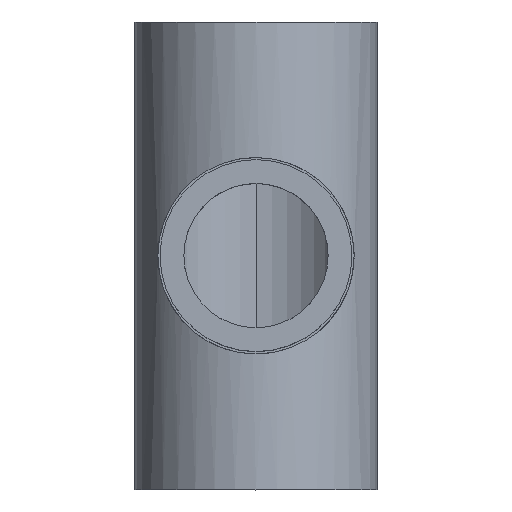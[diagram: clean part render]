
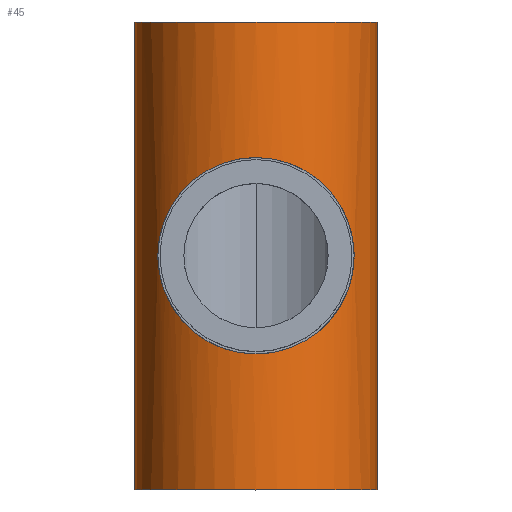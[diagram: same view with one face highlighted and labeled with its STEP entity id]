
A CAD part, top view. The second image highlights one B-rep face of the part: STEP entity #45.
In plain terms, the highlighted cylindrical face has radius 21 mm (diameter 42 mm), a partial arc.
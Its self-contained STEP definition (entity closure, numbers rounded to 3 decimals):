
#45=ADVANCED_FACE('',(#103,#104),#105,.T.);
#103=FACE_OUTER_BOUND('',#178,.T.);
#104=FACE_BOUND('',#179,.T.);
#105=CYLINDRICAL_SURFACE('',#180,21.0);
#178=EDGE_LOOP('',(#247,#248,#249,#250));
#179=EDGE_LOOP('',(#251,#252));
#180=AXIS2_PLACEMENT_3D('',#253,#254,#255);
#247=ORIENTED_EDGE('',*,*,#418,.F.);
#248=ORIENTED_EDGE('',*,*,#419,.F.);
#249=ORIENTED_EDGE('',*,*,#420,.F.);
#250=ORIENTED_EDGE('',*,*,#421,.F.);
#251=ORIENTED_EDGE('',*,*,#422,.T.);
#252=ORIENTED_EDGE('',*,*,#423,.T.);
#253=CARTESIAN_POINT('',(0.0,0.0,0.0));
#254=DIRECTION('',(0.0,-1.0,0.0));
#255=DIRECTION('',(1.0,0.0,0.0));
#418=EDGE_CURVE('',#484,#485,#486,.T.);
#419=EDGE_CURVE('',#487,#484,#488,.T.);
#420=EDGE_CURVE('',#489,#487,#490,.T.);
#421=EDGE_CURVE('',#485,#489,#491,.T.);
#422=EDGE_CURVE('',#492,#493,#494,.T.);
#423=EDGE_CURVE('',#493,#492,#495,.T.);
#484=VERTEX_POINT('',#580);
#485=VERTEX_POINT('',#581);
#486=LINE('',#582,#583);
#487=VERTEX_POINT('',#584);
#488=CIRCLE('',#585,21.0);
#489=VERTEX_POINT('',#586);
#490=LINE('',#587,#588);
#491=CIRCLE('',#589,21.0);
#492=VERTEX_POINT('',#590);
#493=VERTEX_POINT('',#591);
#494=B_SPLINE_CURVE_WITH_KNOTS('',3,(#592,#593,#594,#595,#596,#597,#598,#599,#600,#601,#602,#603,#604,#605,#606,#607,#608,#609,#610,#611,#612,#613,#614,#615,#616,#617,#618,#619,#620,#621,#622,#623,#624,#625,#626,#627,#628,#629,#630,#631,#632,#633,#634,#635,#636,#637),.UNSPECIFIED.,.F.,.F.,(4,2,2,2,2,2,2,2,2,2,2,2,2,2,2,2,2,2,2,2,2,2,4),(0.0,1.75,3.5,7.001,10.501,14.002,17.385,20.768,22.459,24.151,25.842,27.534,29.225,30.917,32.608,34.3,37.683,41.066,44.566,48.066,51.567,53.317,55.067),.UNSPECIFIED.);
#495=B_SPLINE_CURVE_WITH_KNOTS('',3,(#638,#639,#640,#641,#642,#643,#644,#645,#646,#647,#648,#649,#650,#651,#652,#653,#654,#655,#656,#657,#658,#659,#660,#661,#662,#663,#664,#665,#666,#667,#668,#669,#670,#671,#672,#673,#674,#675,#676,#677,#678,#679,#680,#681,#682,#683),.UNSPECIFIED.,.F.,.F.,(4,2,2,2,2,2,2,2,2,2,2,2,2,2,2,2,2,2,2,2,2,2,4),(55.067,56.817,58.568,62.068,65.568,69.069,72.452,75.835,77.526,79.218,80.909,82.601,84.292,85.984,87.675,89.367,92.75,96.133,99.633,103.133,106.634,108.384,110.134),.UNSPECIFIED.);
#580=CARTESIAN_POINT('',(21.0,40.5,0.0));
#581=CARTESIAN_POINT('',(21.0,-40.5,0.0));
#582=CARTESIAN_POINT('',(21.0,0.0,0.));
#583=VECTOR('',#856,1.0);
#584=CARTESIAN_POINT('',(-21.0,40.5,0.));
#585=AXIS2_PLACEMENT_3D('',#857,#858,#859);
#586=CARTESIAN_POINT('',(-21.0,-40.5,0.));
#587=CARTESIAN_POINT('',(-21.0,0.0,0.));
#588=VECTOR('',#860,1.0);
#589=AXIS2_PLACEMENT_3D('',#861,#862,#863);
#590=CARTESIAN_POINT('',(17.0,0.0,12.329));
#591=CARTESIAN_POINT('',(-17.0,0.,12.329));
#592=CARTESIAN_POINT('',(17.0,0.0,12.329));
#593=CARTESIAN_POINT('',(17.0,-0.583,12.329));
#594=CARTESIAN_POINT('',(16.97,-1.164,12.371));
#595=CARTESIAN_POINT('',(16.852,-2.311,12.531));
#596=CARTESIAN_POINT('',(16.764,-2.878,12.649));
#597=CARTESIAN_POINT('',(16.419,-4.552,13.098));
#598=CARTESIAN_POINT('',(16.079,-5.631,13.524));
#599=CARTESIAN_POINT('',(15.207,-7.68,14.497));
#600=CARTESIAN_POINT('',(14.675,-8.651,15.044));
#601=CARTESIAN_POINT('',(13.451,-10.452,16.147));
#602=CARTESIAN_POINT('',(12.761,-11.281,16.703));
#603=CARTESIAN_POINT('',(11.306,-12.736,17.718));
#604=CARTESIAN_POINT('',(10.492,-13.42,18.219));
#605=CARTESIAN_POINT('',(8.695,-14.649,19.142));
#606=CARTESIAN_POINT('',(7.712,-15.192,19.564));
#607=CARTESIAN_POINT('',(6.15,-15.859,20.087));
#608=CARTESIAN_POINT('',(5.614,-16.056,20.244));
#609=CARTESIAN_POINT('',(4.521,-16.398,20.515));
#610=CARTESIAN_POINT('',(3.964,-16.541,20.63));
#611=CARTESIAN_POINT('',(2.839,-16.771,20.815));
#612=CARTESIAN_POINT('',(2.271,-16.857,20.885));
#613=CARTESIAN_POINT('',(1.133,-16.972,20.977));
#614=CARTESIAN_POINT('',(0.564,-17.0,21.0));
#615=CARTESIAN_POINT('',(-0.564,-17.0,21.0));
#616=CARTESIAN_POINT('',(-1.133,-16.972,20.977));
#617=CARTESIAN_POINT('',(-2.271,-16.857,20.885));
#618=CARTESIAN_POINT('',(-2.839,-16.771,20.815));
#619=CARTESIAN_POINT('',(-3.964,-16.541,20.63));
#620=CARTESIAN_POINT('',(-4.521,-16.398,20.515));
#621=CARTESIAN_POINT('',(-5.614,-16.056,20.244));
#622=CARTESIAN_POINT('',(-6.15,-15.859,20.087));
#623=CARTESIAN_POINT('',(-7.712,-15.192,19.564));
#624=CARTESIAN_POINT('',(-8.695,-14.649,19.142));
#625=CARTESIAN_POINT('',(-10.492,-13.42,18.219));
#626=CARTESIAN_POINT('',(-11.306,-12.736,17.718));
#627=CARTESIAN_POINT('',(-12.761,-11.281,16.703));
#628=CARTESIAN_POINT('',(-13.451,-10.452,16.147));
#629=CARTESIAN_POINT('',(-14.675,-8.651,15.044));
#630=CARTESIAN_POINT('',(-15.207,-7.68,14.497));
#631=CARTESIAN_POINT('',(-16.079,-5.631,13.524));
#632=CARTESIAN_POINT('',(-16.419,-4.552,13.098));
#633=CARTESIAN_POINT('',(-16.764,-2.878,12.649));
#634=CARTESIAN_POINT('',(-16.852,-2.311,12.531));
#635=CARTESIAN_POINT('',(-16.97,-1.164,12.371));
#636=CARTESIAN_POINT('',(-17.0,-0.583,12.329));
#637=CARTESIAN_POINT('',(-17.0,0.,12.329));
#638=CARTESIAN_POINT('',(-17.0,0.0,12.329));
#639=CARTESIAN_POINT('',(-17.0,0.583,12.329));
#640=CARTESIAN_POINT('',(-16.97,1.164,12.371));
#641=CARTESIAN_POINT('',(-16.852,2.311,12.531));
#642=CARTESIAN_POINT('',(-16.764,2.878,12.649));
#643=CARTESIAN_POINT('',(-16.419,4.552,13.098));
#644=CARTESIAN_POINT('',(-16.079,5.631,13.524));
#645=CARTESIAN_POINT('',(-15.207,7.68,14.497));
#646=CARTESIAN_POINT('',(-14.675,8.651,15.044));
#647=CARTESIAN_POINT('',(-13.451,10.452,16.147));
#648=CARTESIAN_POINT('',(-12.761,11.281,16.703));
#649=CARTESIAN_POINT('',(-11.306,12.736,17.718));
#650=CARTESIAN_POINT('',(-10.492,13.42,18.219));
#651=CARTESIAN_POINT('',(-8.695,14.649,19.142));
#652=CARTESIAN_POINT('',(-7.712,15.192,19.564));
#653=CARTESIAN_POINT('',(-6.15,15.859,20.087));
#654=CARTESIAN_POINT('',(-5.614,16.056,20.244));
#655=CARTESIAN_POINT('',(-4.521,16.398,20.515));
#656=CARTESIAN_POINT('',(-3.964,16.541,20.63));
#657=CARTESIAN_POINT('',(-2.839,16.771,20.815));
#658=CARTESIAN_POINT('',(-2.271,16.857,20.885));
#659=CARTESIAN_POINT('',(-1.133,16.972,20.977));
#660=CARTESIAN_POINT('',(-0.564,17.0,21.0));
#661=CARTESIAN_POINT('',(0.564,17.0,21.0));
#662=CARTESIAN_POINT('',(1.133,16.972,20.977));
#663=CARTESIAN_POINT('',(2.271,16.857,20.885));
#664=CARTESIAN_POINT('',(2.839,16.771,20.815));
#665=CARTESIAN_POINT('',(3.964,16.541,20.63));
#666=CARTESIAN_POINT('',(4.521,16.398,20.515));
#667=CARTESIAN_POINT('',(5.614,16.056,20.244));
#668=CARTESIAN_POINT('',(6.15,15.859,20.087));
#669=CARTESIAN_POINT('',(7.712,15.192,19.564));
#670=CARTESIAN_POINT('',(8.695,14.649,19.142));
#671=CARTESIAN_POINT('',(10.492,13.42,18.219));
#672=CARTESIAN_POINT('',(11.306,12.736,17.718));
#673=CARTESIAN_POINT('',(12.761,11.281,16.703));
#674=CARTESIAN_POINT('',(13.451,10.452,16.147));
#675=CARTESIAN_POINT('',(14.675,8.651,15.044));
#676=CARTESIAN_POINT('',(15.207,7.68,14.497));
#677=CARTESIAN_POINT('',(16.079,5.631,13.524));
#678=CARTESIAN_POINT('',(16.419,4.552,13.098));
#679=CARTESIAN_POINT('',(16.764,2.878,12.649));
#680=CARTESIAN_POINT('',(16.852,2.311,12.531));
#681=CARTESIAN_POINT('',(16.97,1.164,12.371));
#682=CARTESIAN_POINT('',(17.0,0.583,12.329));
#683=CARTESIAN_POINT('',(17.0,0.0,12.329));
#856=DIRECTION('',(0.0,-1.0,0.0));
#857=CARTESIAN_POINT('',(0.0,40.5,0.0));
#858=DIRECTION('',(-0.0,1.0,0.0));
#859=DIRECTION('',(1.0,0.0,0.0));
#860=DIRECTION('',(-0.0,1.0,-0.0));
#861=CARTESIAN_POINT('',(0.0,-40.5,0.0));
#862=DIRECTION('',(0.0,-1.0,0.0));
#863=DIRECTION('',(1.0,0.0,0.0));
